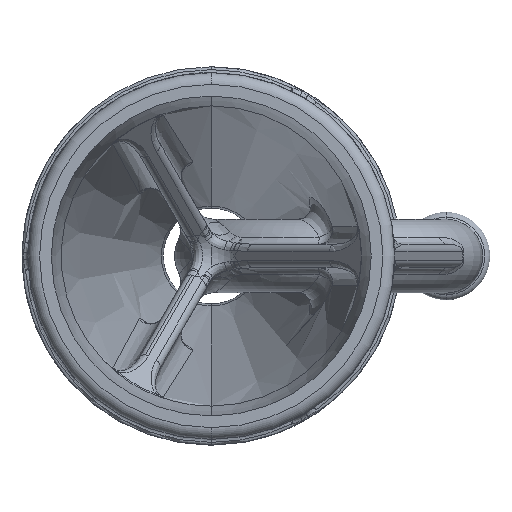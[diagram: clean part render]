
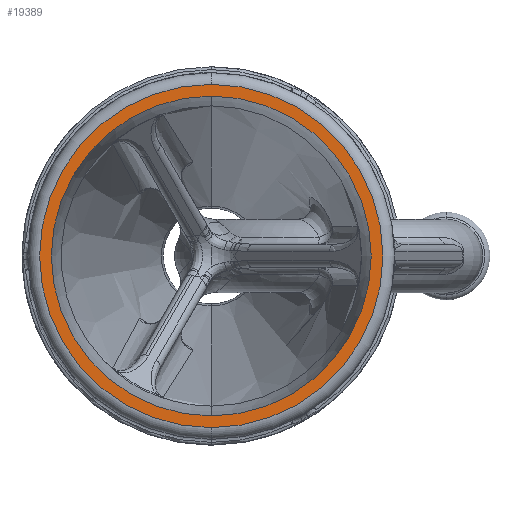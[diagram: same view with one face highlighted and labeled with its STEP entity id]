
A CAD part, left-side view. The second image highlights one B-rep face of the part: STEP entity #19389.
In plain terms, the highlighted planar face has unit normal (-1, 0, 0).
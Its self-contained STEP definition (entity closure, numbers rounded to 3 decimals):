
#42 = AXIS2_PLACEMENT_3D ( 'NONE', #16649, #18218, #20161 ) ;
#662 = DIRECTION ( 'NONE',  ( 0., 0., 1. ) ) ;
#807 = VERTEX_POINT ( 'NONE', #16949 ) ;
#1394 = AXIS2_PLACEMENT_3D ( 'NONE', #10440, #13765, #18525 ) ;
#1873 = ORIENTED_EDGE ( 'NONE', *, *, #8109, .T. ) ;
#2091 = VERTEX_POINT ( 'NONE', #3203 ) ;
#3203 = CARTESIAN_POINT ( 'NONE',  ( -51.168, 0., 11.7 ) ) ;
#3256 = DIRECTION ( 'NONE',  ( -1., 0., 0. ) ) ;
#3277 = CARTESIAN_POINT ( 'NONE',  ( -51.168, 0., -11.7 ) ) ;
#3637 = EDGE_LOOP ( 'NONE', ( #1873, #7499 ) ) ;
#3671 = CIRCLE ( 'NONE', #20784, 10.9 ) ;
#5534 = EDGE_CURVE ( 'NONE', #10981, #2091, #14607, .T. ) ;
#5537 = CARTESIAN_POINT ( 'NONE',  ( -51.168, 0., 0. ) ) ;
#5625 = ORIENTED_EDGE ( 'NONE', *, *, #14306, .F. ) ;
#5654 = DIRECTION ( 'NONE',  ( -1., 0., 0. ) ) ;
#5748 = DIRECTION ( 'NONE',  ( -1., 0., 0. ) ) ;
#7499 = ORIENTED_EDGE ( 'NONE', *, *, #5534, .T. ) ;
#7780 = ORIENTED_EDGE ( 'NONE', *, *, #13586, .F. ) ;
#8109 = EDGE_CURVE ( 'NONE', #2091, #10981, #9098, .T. ) ;
#8887 = FACE_BOUND ( 'NONE', #13717, .T. ) ;
#9098 = CIRCLE ( 'NONE', #42, 11.7 ) ;
#10440 = CARTESIAN_POINT ( 'NONE',  ( -51.168, 10.9, 0. ) ) ;
#10740 = DIRECTION ( 'NONE',  ( 0., 0., 1. ) ) ;
#10981 = VERTEX_POINT ( 'NONE', #3277 ) ;
#11799 = AXIS2_PLACEMENT_3D ( 'NONE', #18039, #3256, #17968 ) ;
#13469 = FACE_OUTER_BOUND ( 'NONE', #3637, .T. ) ;
#13586 = EDGE_CURVE ( 'NONE', #16171, #807, #14610, .T. ) ;
#13693 = PLANE ( 'NONE',  #1394 ) ;
#13717 = EDGE_LOOP ( 'NONE', ( #5625, #7780 ) ) ;
#13765 = DIRECTION ( 'NONE',  ( -1., 0., 0. ) ) ;
#14306 = EDGE_CURVE ( 'NONE', #807, #16171, #3671, .T. ) ;
#14607 = CIRCLE ( 'NONE', #17936, 11.7 ) ;
#14610 = CIRCLE ( 'NONE', #11799, 10.9 ) ;
#15670 = CARTESIAN_POINT ( 'NONE',  ( -51.168, 0., 0. ) ) ;
#16171 = VERTEX_POINT ( 'NONE', #20765 ) ;
#16649 = CARTESIAN_POINT ( 'NONE',  ( -51.168, 0., 0. ) ) ;
#16949 = CARTESIAN_POINT ( 'NONE',  ( -51.168, 0., 10.9 ) ) ;
#17936 = AXIS2_PLACEMENT_3D ( 'NONE', #15670, #5654, #10740 ) ;
#17968 = DIRECTION ( 'NONE',  ( 0., 0., 1. ) ) ;
#18039 = CARTESIAN_POINT ( 'NONE',  ( -51.168, 0., 0. ) ) ;
#18218 = DIRECTION ( 'NONE',  ( -1., 0., 0. ) ) ;
#18525 = DIRECTION ( 'NONE',  ( 0., 0., 1. ) ) ;
#19389 = ADVANCED_FACE ( 'NONE', ( #13469, #8887 ), #13693, .T. ) ;
#20161 = DIRECTION ( 'NONE',  ( 0., 0., 1. ) ) ;
#20765 = CARTESIAN_POINT ( 'NONE',  ( -51.168, 0., -10.9 ) ) ;
#20784 = AXIS2_PLACEMENT_3D ( 'NONE', #5537, #5748, #662 ) ;
